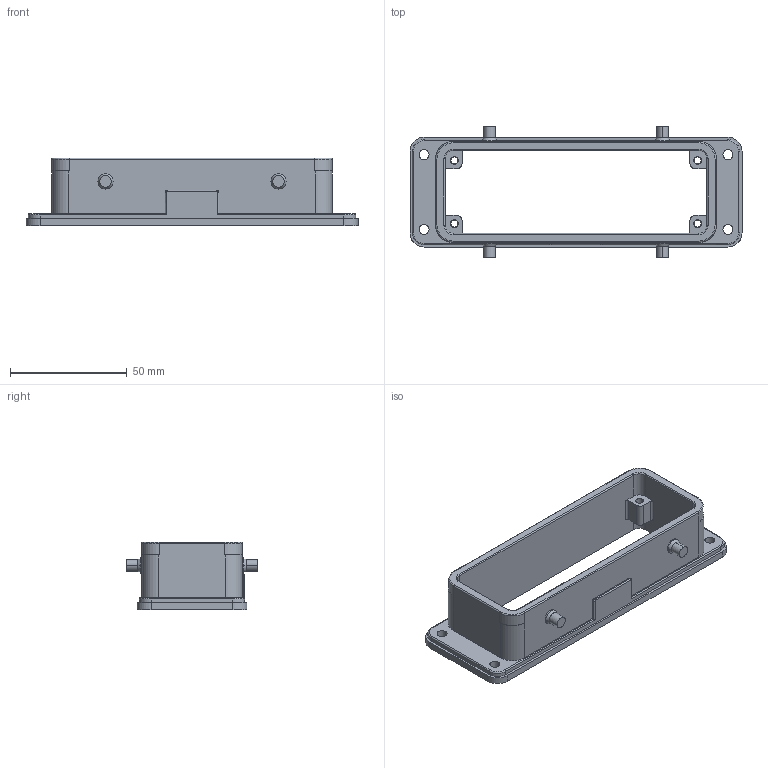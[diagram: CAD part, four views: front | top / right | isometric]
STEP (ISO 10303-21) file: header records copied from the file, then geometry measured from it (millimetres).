
FILE_DESCRIPTION (( 'STEP AP203' ), '1' );
FILE_NAME ('H24B-OM-4PR.STEP', '2024-10-22T06:12:55', ( 'Windows 蚚誧' ), ( '' ), 'SwSTEP 2.0', 'SolidWorks 2023', '' );
FILE_SCHEMA (( 'CONFIG_CONTROL_DESIGN' ));
Length unit declared in the file: millimetre
Products named in the file (1): H24B-OM-4PR
Bounding box: 142 x 56 x 29 mm (x, y, z)
Volume: 42269.3 mm3; surface area: 25717.2 mm2
Topology: 1 solids, 2 shells, 185 faces, 474 edges, 302 vertices
Faces by surface type: cylinder 102, plane 61, torus 14, cone 8
Entity records: 5813 total; most frequent: DIRECTION 1046, CARTESIAN_POINT 1040, ORIENTED_EDGE 948, EDGE_CURVE 474, AXIS2_PLACEMENT_3D 396, VERTEX_POINT 302, LINE 254, VECTOR 254
